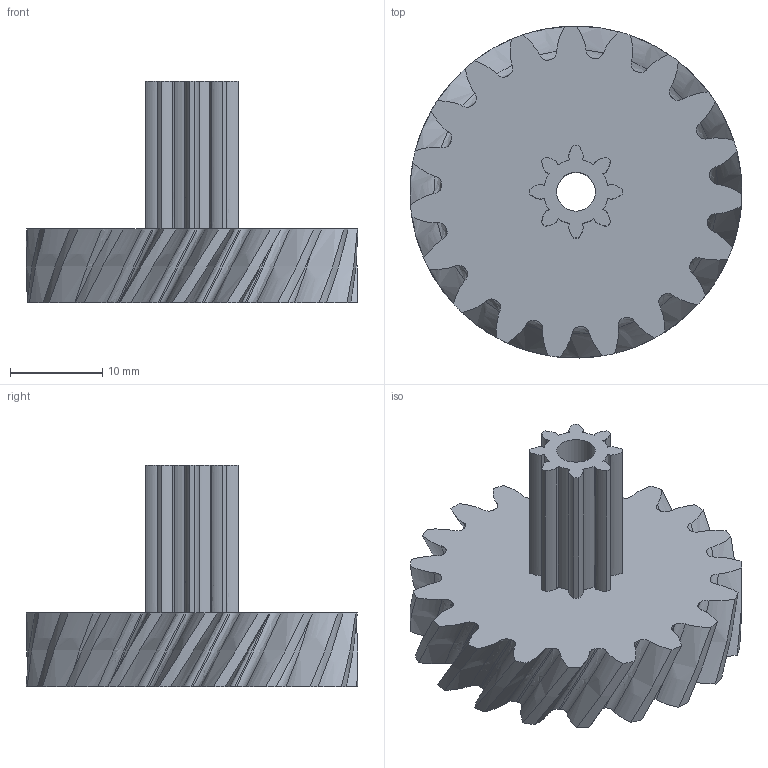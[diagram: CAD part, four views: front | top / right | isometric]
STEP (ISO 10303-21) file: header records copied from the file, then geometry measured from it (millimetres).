
FILE_DESCRIPTION(('STEP AP242'), '1');
FILE_NAME('itemGearInShredder', '', ('UNSPECIFIED'), ('UNSPECIFIED'), 'C3D Converter', 'C3D Toolkit', '');
FILE_SCHEMA(('AP242_MANAGED_MODEL_BASED_3D_ENGINEERING_MIM_LF { 1 0 10303 442 1 1 4 }'));
Length unit declared in the file: millimetre
Bounding box: 35.91 x 35.9 x 24 mm (x, y, z)
Volume: 7258.4 mm3; surface area: 4263.2 mm2
Topology: 1 solids, 1 shells, 166 faces, 491 edges, 330 vertices
Faces by surface type: bspline 76, cylinder 55, extrusion 32, plane 3
Full cylindrical faces by diameter (mm): 4.2 x1
Entity records: 25411 total; most frequent: CARTESIAN_POINT 21707, ORIENTED_EDGE 976, EDGE_CURVE 488, DIRECTION 418, B_SPLINE_CURVE_WITH_KNOTS 364, VERTEX_POINT 326, EDGE_LOOP 170, AXIS2_PLACEMENT_3D 169
